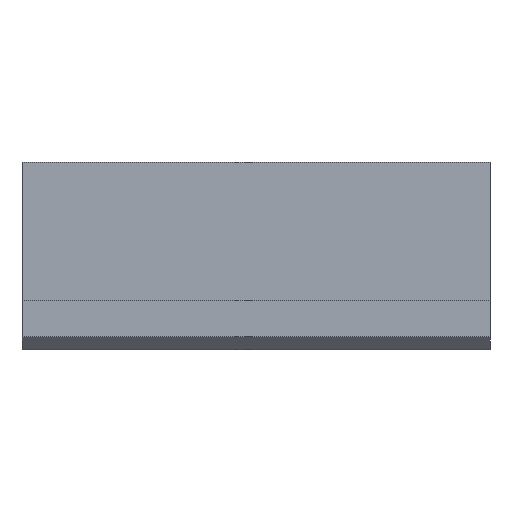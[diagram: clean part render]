
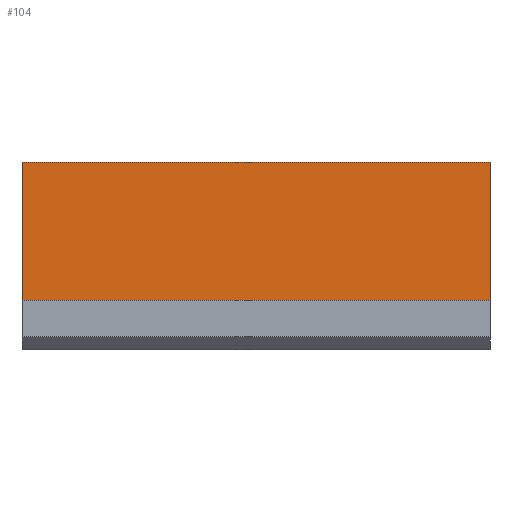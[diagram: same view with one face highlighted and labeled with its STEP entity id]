
A CAD part, front view. The second image highlights one B-rep face of the part: STEP entity #104.
In plain terms, the highlighted planar face has unit normal (0, -1, 0).
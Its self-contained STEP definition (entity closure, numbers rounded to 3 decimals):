
#86 = EDGE_CURVE ( 'NONE', #137, #91, #224, .T. ) ;
#87 = VERTEX_POINT ( 'NONE', #262 ) ;
#91 = VERTEX_POINT ( 'NONE', #219 ) ;
#92 = ORIENTED_EDGE ( 'NONE', *, *, #139, .T. ) ;
#96 = EDGE_CURVE ( 'NONE', #127, #91, #285, .T. ) ;
#99 = EDGE_LOOP ( 'NONE', ( #103, #135, #105, #92 ) ) ;
#103 = ORIENTED_EDGE ( 'NONE', *, *, #96, .T. ) ;
#104 = ADVANCED_FACE ( 'NONE', ( #288 ), #304, .F. ) ;
#105 = ORIENTED_EDGE ( 'NONE', *, *, #136, .F. ) ;
#127 = VERTEX_POINT ( 'NONE', #343 ) ;
#135 = ORIENTED_EDGE ( 'NONE', *, *, #86, .F. ) ;
#136 = EDGE_CURVE ( 'NONE', #87, #137, #321, .T. ) ;
#137 = VERTEX_POINT ( 'NONE', #355 ) ;
#139 = EDGE_CURVE ( 'NONE', #87, #127, #339, .T. ) ;
#217 = AXIS2_PLACEMENT_3D ( 'NONE', #308, #282, #281 ) ;
#219 = CARTESIAN_POINT ( 'NONE',  ( 0., -4., 10.5 ) ) ;
#221 = DIRECTION ( 'NONE',  ( -1., 0., 0. ) ) ;
#222 = VECTOR ( 'NONE', #221, 1000. ) ;
#223 = CARTESIAN_POINT ( 'NONE',  ( 100., -4., 10.5 ) ) ;
#224 = LINE ( 'NONE', #223, #222 ) ;
#262 = CARTESIAN_POINT ( 'NONE',  ( 100., -4., 40. ) ) ;
#278 = DIRECTION ( 'NONE',  ( 0., 0., -1. ) ) ;
#279 = VECTOR ( 'NONE', #278, 1000. ) ;
#280 = CARTESIAN_POINT ( 'NONE',  ( 0., -4., 10.5 ) ) ;
#281 = DIRECTION ( 'NONE',  ( 0., 0., 1. ) ) ;
#282 = DIRECTION ( 'NONE',  ( 0., 1., 0. ) ) ;
#285 = LINE ( 'NONE', #280, #279 ) ;
#288 = FACE_OUTER_BOUND ( 'NONE', #99, .T. ) ;
#304 = PLANE ( 'NONE',  #217 ) ;
#308 = CARTESIAN_POINT ( 'NONE',  ( 100., -4., 10.5 ) ) ;
#321 = LINE ( 'NONE', #332, #357 ) ;
#332 = CARTESIAN_POINT ( 'NONE',  ( 100., -4., 10.5 ) ) ;
#334 = DIRECTION ( 'NONE',  ( 0., 0., -1. ) ) ;
#336 = DIRECTION ( 'NONE',  ( -1., 0., 0. ) ) ;
#337 = VECTOR ( 'NONE', #336, 1000. ) ;
#338 = CARTESIAN_POINT ( 'NONE',  ( 100., -4., 40. ) ) ;
#339 = LINE ( 'NONE', #338, #337 ) ;
#343 = CARTESIAN_POINT ( 'NONE',  ( 0., -4., 40. ) ) ;
#355 = CARTESIAN_POINT ( 'NONE',  ( 100., -4., 10.5 ) ) ;
#357 = VECTOR ( 'NONE', #334, 1000. ) ;
